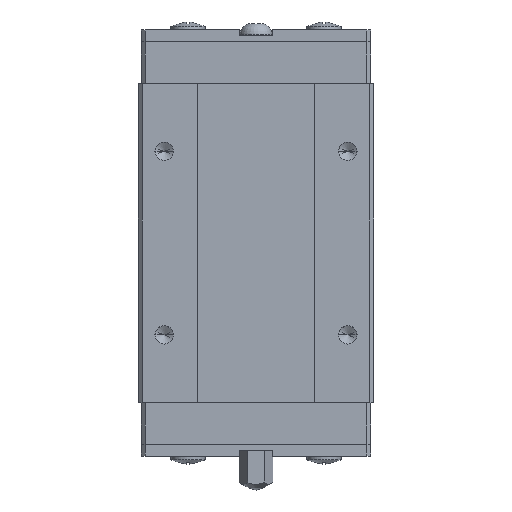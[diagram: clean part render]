
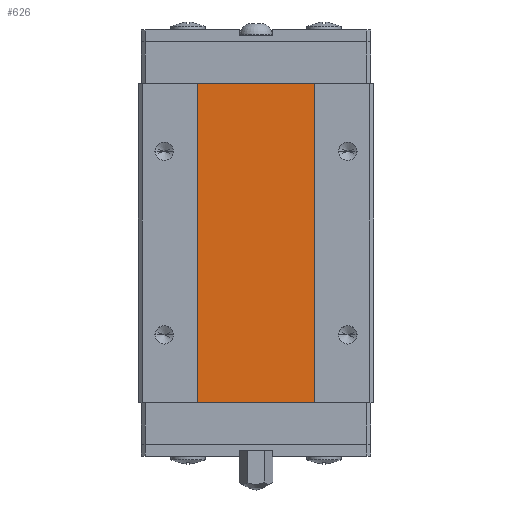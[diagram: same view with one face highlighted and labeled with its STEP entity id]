
A CAD part, top view. The second image highlights one B-rep face of the part: STEP entity #626.
In plain terms, the highlighted planar face has unit normal (0, 0, 1).
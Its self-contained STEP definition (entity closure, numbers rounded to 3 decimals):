
#626=ADVANCED_FACE('',(#1324),#1325,.T.);
#1324=FACE_OUTER_BOUND('',#2118,.T.);
#1325=PLANE('',#2119);
#2118=EDGE_LOOP('',(#3999,#4000,#4001,#4002));
#2119=AXIS2_PLACEMENT_3D('',#4003,#4004,#4005);
#3999=ORIENTED_EDGE('',*,*,#5341,.F.);
#4000=ORIENTED_EDGE('',*,*,#5342,.F.);
#4001=ORIENTED_EDGE('',*,*,#5343,.F.);
#4002=ORIENTED_EDGE('',*,*,#5344,.F.);
#4003=CARTESIAN_POINT('',(0.0,29.001,15.75));
#4004=DIRECTION('',(0.0,0.0,1.0));
#4005=DIRECTION('',(1.0,0.0,0.0));
#5341=EDGE_CURVE('',#6609,#6610,#6611,.T.);
#5342=EDGE_CURVE('',#6612,#6609,#6613,.T.);
#5343=EDGE_CURVE('',#6614,#6612,#6615,.T.);
#5344=EDGE_CURVE('',#6610,#6614,#6616,.T.);
#6609=VERTEX_POINT('',#8899);
#6610=VERTEX_POINT('',#8900);
#6611=LINE('',#8901,#8902);
#6612=VERTEX_POINT('',#8903);
#6613=LINE('',#8904,#8905);
#6614=VERTEX_POINT('',#8906);
#6615=LINE('',#8907,#8908);
#6616=LINE('',#8909,#8910);
#8899=CARTESIAN_POINT('',(8.0,50.701,15.75));
#8900=CARTESIAN_POINT('',(8.0,7.301,15.75));
#8901=CARTESIAN_POINT('',(8.0,29.001,15.75));
#8902=VECTOR('',#9893,1.0);
#8903=CARTESIAN_POINT('',(-8.0,50.701,15.75));
#8904=CARTESIAN_POINT('',(0.,50.701,15.75));
#8905=VECTOR('',#9894,1.0);
#8906=CARTESIAN_POINT('',(-8.0,7.301,15.75));
#8907=CARTESIAN_POINT('',(-8.0,29.001,15.75));
#8908=VECTOR('',#9895,1.0);
#8909=CARTESIAN_POINT('',(0.0,7.301,15.75));
#8910=VECTOR('',#9896,1.0);
#9893=DIRECTION('',(0.0,-1.0,0.0));
#9894=DIRECTION('',(1.0,0.0,-0.0));
#9895=DIRECTION('',(0.0,1.0,0.0));
#9896=DIRECTION('',(-1.0,0.0,0.0));
